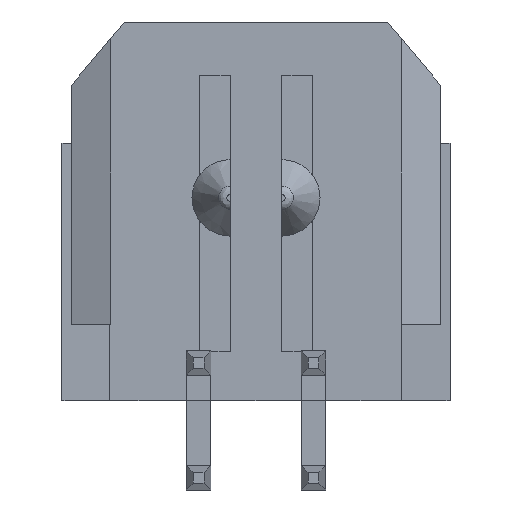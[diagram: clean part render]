
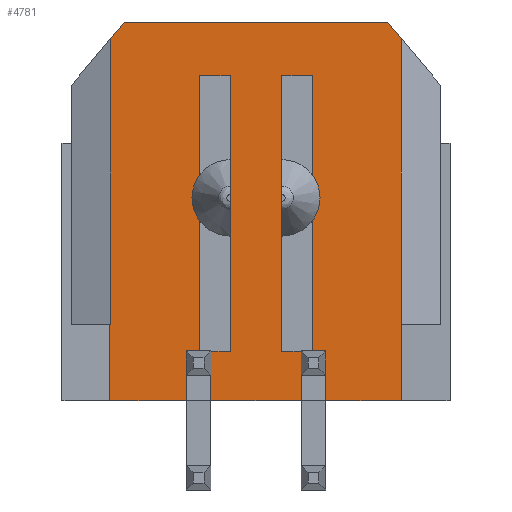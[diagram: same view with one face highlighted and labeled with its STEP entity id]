
A CAD part, front view. The second image highlights one B-rep face of the part: STEP entity #4781.
In plain terms, the highlighted planar face has unit normal (0, -1, 0).
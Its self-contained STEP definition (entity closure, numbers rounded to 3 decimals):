
#77=DIRECTION('',(-1.,0.,0.));
#78=VECTOR('',#77,0.02);
#79=CARTESIAN_POINT('',(-3.805,-3.435,-2.96));
#80=LINE('',#79,#78);
#761=DIRECTION('',(-1.,0.,0.));
#762=VECTOR('',#761,1.985);
#763=CARTESIAN_POINT('',(3.805,-3.435,-4.96));
#764=LINE('',#763,#762);
#801=DIRECTION('',(-1.,0.,0.));
#802=VECTOR('',#801,2.005);
#803=CARTESIAN_POINT('',(-1.82,-3.435,-4.96));
#804=LINE('',#803,#802);
#809=DIRECTION('',(-1.,0.,0.));
#810=VECTOR('',#809,2.36);
#811=CARTESIAN_POINT('',(1.18,-3.435,-4.96));
#812=LINE('',#811,#810);
#845=DIRECTION('',(0.,0.,1.));
#846=VECTOR('',#845,0.63);
#847=CARTESIAN_POINT('',(-1.18,-3.435,-4.29));
#848=LINE('',#847,#846);
#849=DIRECTION('',(-1.,0.,0.));
#850=VECTOR('',#849,0.505);
#851=CARTESIAN_POINT('',(-0.675,-3.435,-3.66));
#852=LINE('',#851,#850);
#853=DIRECTION('',(1.,0.,0.));
#854=VECTOR('',#853,0.8);
#855=CARTESIAN_POINT('',(-1.475,-3.435,3.54));
#856=LINE('',#855,#854);
#857=DIRECTION('',(0.,0.,-1.));
#858=VECTOR('',#857,7.19);
#859=CARTESIAN_POINT('',(-1.475,-3.435,3.54));
#860=LINE('',#859,#858);
#861=DIRECTION('',(1.,0.,0.));
#862=VECTOR('',#861,0.345);
#863=CARTESIAN_POINT('',(-1.82,-3.435,-3.65));
#864=LINE('',#863,#862);
#865=DIRECTION('',(0.,0.,1.));
#866=VECTOR('',#865,0.64);
#867=CARTESIAN_POINT('',(-1.82,-3.435,-4.29));
#868=LINE('',#867,#866);
#869=DIRECTION('',(0.,0.,1.));
#870=VECTOR('',#869,0.67);
#871=CARTESIAN_POINT('',(-1.82,-3.435,-4.96));
#872=LINE('',#871,#870);
#873=DIRECTION('',(0.,0.,-1.));
#874=VECTOR('',#873,7.476);
#875=CARTESIAN_POINT('',(-3.805,-3.435,4.516));
#876=LINE('',#875,#874);
#877=DIRECTION('',(-0.643,0.,-0.766));
#878=VECTOR('',#877,0.567);
#879=CARTESIAN_POINT('',(-3.44,-3.435,4.95));
#880=LINE('',#879,#878);
#881=DIRECTION('',(1.,0.,0.));
#882=VECTOR('',#881,6.881);
#883=CARTESIAN_POINT('',(-3.44,-3.435,4.95));
#884=LINE('',#883,#882);
#885=DIRECTION('',(-0.643,0.,0.766));
#886=VECTOR('',#885,0.567);
#887=CARTESIAN_POINT('',(3.805,-3.435,4.516));
#888=LINE('',#887,#886);
#889=DIRECTION('',(0.,0.,-1.));
#890=VECTOR('',#889,7.476);
#891=CARTESIAN_POINT('',(3.805,-3.435,4.516));
#892=LINE('',#891,#890);
#893=DIRECTION('',(0.,0.,-1.));
#894=VECTOR('',#893,2.);
#895=CARTESIAN_POINT('',(3.805,-3.435,-2.96));
#896=LINE('',#895,#894);
#897=DIRECTION('',(0.,0.,1.));
#898=VECTOR('',#897,0.67);
#899=CARTESIAN_POINT('',(1.82,-3.435,-4.96));
#900=LINE('',#899,#898);
#901=DIRECTION('',(0.,0.,1.));
#902=VECTOR('',#901,0.64);
#903=CARTESIAN_POINT('',(1.82,-3.435,-4.29));
#904=LINE('',#903,#902);
#905=DIRECTION('',(-1.,0.,0.));
#906=VECTOR('',#905,0.345);
#907=CARTESIAN_POINT('',(1.82,-3.435,-3.65));
#908=LINE('',#907,#906);
#909=DIRECTION('',(0.,0.,1.));
#910=VECTOR('',#909,7.19);
#911=CARTESIAN_POINT('',(1.475,-3.435,-3.65));
#912=LINE('',#911,#910);
#913=DIRECTION('',(-1.,0.,0.));
#914=VECTOR('',#913,0.8);
#915=CARTESIAN_POINT('',(1.475,-3.435,3.54));
#916=LINE('',#915,#914);
#917=DIRECTION('',(1.,0.,0.));
#918=VECTOR('',#917,0.505);
#919=CARTESIAN_POINT('',(0.675,-3.435,-3.66));
#920=LINE('',#919,#918);
#921=DIRECTION('',(0.,0.,1.));
#922=VECTOR('',#921,0.63);
#923=CARTESIAN_POINT('',(1.18,-3.435,-4.29));
#924=LINE('',#923,#922);
#925=DIRECTION('',(0.,0.,1.));
#926=VECTOR('',#925,0.67);
#927=CARTESIAN_POINT('',(1.18,-3.435,-4.96));
#928=LINE('',#927,#926);
#929=DIRECTION('',(0.,0.,1.));
#930=VECTOR('',#929,0.67);
#931=CARTESIAN_POINT('',(-1.18,-3.435,-4.96));
#932=LINE('',#931,#930);
#1173=DIRECTION('',(0.,0.,-1.));
#1174=VECTOR('',#1173,7.2);
#1175=CARTESIAN_POINT('',(-0.675,-3.435,3.54));
#1176=LINE('',#1175,#1174);
#2457=DIRECTION('',(0.,0.,1.));
#2458=VECTOR('',#2457,7.2);
#2459=CARTESIAN_POINT('',(0.675,-3.435,-3.66));
#2460=LINE('',#2459,#2458);
#2697=DIRECTION('',(0.,0.,-1.));
#2698=VECTOR('',#2697,2.);
#2699=CARTESIAN_POINT('',(-3.825,-3.435,-2.96));
#2700=LINE('',#2699,#2698);
#2793=CARTESIAN_POINT('',(-3.44,-3.435,4.95));
#2794=CARTESIAN_POINT('',(-3.805,-3.435,4.516));
#2795=VERTEX_POINT('',#2793);
#2796=VERTEX_POINT('',#2794);
#2797=CARTESIAN_POINT('',(3.805,-3.435,4.516));
#2798=CARTESIAN_POINT('',(3.44,-3.435,4.95));
#2799=VERTEX_POINT('',#2797);
#2800=VERTEX_POINT('',#2798);
#2900=CARTESIAN_POINT('',(1.18,-3.435,-4.96));
#2902=VERTEX_POINT('',#2900);
#2904=CARTESIAN_POINT('',(1.82,-3.435,-4.96));
#2906=VERTEX_POINT('',#2904);
#2910=CARTESIAN_POINT('',(-1.82,-3.435,-4.96));
#2912=VERTEX_POINT('',#2910);
#2914=CARTESIAN_POINT('',(-1.18,-3.435,-4.96));
#2916=VERTEX_POINT('',#2914);
#2926=CARTESIAN_POINT('',(3.805,-3.435,-2.96));
#2928=VERTEX_POINT('',#2926);
#2929=CARTESIAN_POINT('',(-3.805,-3.435,-2.96));
#2930=CARTESIAN_POINT('',(-3.825,-3.435,-2.96));
#2931=VERTEX_POINT('',#2929);
#2932=VERTEX_POINT('',#2930);
#2941=CARTESIAN_POINT('',(3.805,-3.435,-4.96));
#2942=VERTEX_POINT('',#2941);
#2943=CARTESIAN_POINT('',(-3.825,-3.435,-4.96));
#2944=VERTEX_POINT('',#2943);
#2945=CARTESIAN_POINT('',(1.18,-3.435,-4.29));
#2946=VERTEX_POINT('',#2945);
#2947=CARTESIAN_POINT('',(1.82,-3.435,-4.29));
#2948=VERTEX_POINT('',#2947);
#2973=CARTESIAN_POINT('',(1.475,-3.435,3.54));
#2974=CARTESIAN_POINT('',(0.675,-3.435,3.54));
#2975=VERTEX_POINT('',#2973);
#2976=VERTEX_POINT('',#2974);
#2977=CARTESIAN_POINT('',(0.675,-3.435,-3.66));
#2979=VERTEX_POINT('',#2977);
#3071=CARTESIAN_POINT('',(1.82,-3.435,-3.65));
#3072=CARTESIAN_POINT('',(1.475,-3.435,-3.65));
#3073=VERTEX_POINT('',#3071);
#3074=VERTEX_POINT('',#3072);
#3091=CARTESIAN_POINT('',(1.18,-3.435,-3.66));
#3092=VERTEX_POINT('',#3091);
#3109=CARTESIAN_POINT('',(-1.18,-3.435,-4.29));
#3110=CARTESIAN_POINT('',(-1.18,-3.435,-3.66));
#3111=VERTEX_POINT('',#3109);
#3112=VERTEX_POINT('',#3110);
#3113=CARTESIAN_POINT('',(-1.82,-3.435,-4.29));
#3114=CARTESIAN_POINT('',(-1.82,-3.435,-3.65));
#3115=VERTEX_POINT('',#3113);
#3116=VERTEX_POINT('',#3114);
#3199=CARTESIAN_POINT('',(-1.475,-3.435,-3.65));
#3200=VERTEX_POINT('',#3199);
#3481=CARTESIAN_POINT('',(-0.675,-3.435,3.54));
#3482=VERTEX_POINT('',#3481);
#3483=CARTESIAN_POINT('',(-0.675,-3.435,-3.66));
#3485=VERTEX_POINT('',#3483);
#3487=CARTESIAN_POINT('',(-1.475,-3.435,3.54));
#3488=VERTEX_POINT('',#3487);
#4722=CARTESIAN_POINT('',(-4.825,-3.435,4.95));
#4723=DIRECTION('',(0.,-1.,0.));
#4724=DIRECTION('',(0.,0.,-1.));
#4725=AXIS2_PLACEMENT_3D('',#4722,#4723,#4724);
#4726=PLANE('',#4725);
#4728=ORIENTED_EDGE('',*,*,#4727,.T.);
#4730=ORIENTED_EDGE('',*,*,#4729,.F.);
#4732=ORIENTED_EDGE('',*,*,#4731,.F.);
#4734=ORIENTED_EDGE('',*,*,#4733,.F.);
#4736=ORIENTED_EDGE('',*,*,#4735,.T.);
#4738=ORIENTED_EDGE('',*,*,#4737,.F.);
#4740=ORIENTED_EDGE('',*,*,#4739,.F.);
#4742=ORIENTED_EDGE('',*,*,#4741,.F.);
#4743=ORIENTED_EDGE('',*,*,#4667,.T.);
#4745=ORIENTED_EDGE('',*,*,#4744,.F.);
#4746=ORIENTED_EDGE('',*,*,#3789,.F.);
#4748=ORIENTED_EDGE('',*,*,#4747,.F.);
#4750=ORIENTED_EDGE('',*,*,#4749,.F.);
#4752=ORIENTED_EDGE('',*,*,#4751,.T.);
#4754=ORIENTED_EDGE('',*,*,#4753,.F.);
#4756=ORIENTED_EDGE('',*,*,#4755,.T.);
#4757=ORIENTED_EDGE('',*,*,#3811,.T.);
#4758=ORIENTED_EDGE('',*,*,#4626,.T.);
#4759=ORIENTED_EDGE('',*,*,#4513,.T.);
#4761=ORIENTED_EDGE('',*,*,#4760,.T.);
#4763=ORIENTED_EDGE('',*,*,#4762,.T.);
#4765=ORIENTED_EDGE('',*,*,#4764,.T.);
#4767=ORIENTED_EDGE('',*,*,#4766,.T.);
#4769=ORIENTED_EDGE('',*,*,#4768,.F.);
#4771=ORIENTED_EDGE('',*,*,#4770,.T.);
#4773=ORIENTED_EDGE('',*,*,#4772,.F.);
#4775=ORIENTED_EDGE('',*,*,#4774,.F.);
#4776=ORIENTED_EDGE('',*,*,#4679,.T.);
#4778=ORIENTED_EDGE('',*,*,#4777,.T.);
#4779=EDGE_LOOP('',(#4728,#4730,#4732,#4734,#4736,#4738,#4740,#4742,#4743,#4745,
#4746,#4748,#4750,#4752,#4754,#4756,#4757,#4758,#4759,#4761,#4763,#4765,#4767,
#4769,#4771,#4773,#4775,#4776,#4778));
#4780=FACE_OUTER_BOUND('',#4779,.F.);
#4781=ADVANCED_FACE('',(#4780),#4726,.T.);
#3789=EDGE_CURVE('',#2931,#2932,#80,.T.);
#3811=EDGE_CURVE('',#2928,#2942,#896,.T.);
#4513=EDGE_CURVE('',#2906,#2948,#900,.T.);
#4626=EDGE_CURVE('',#2942,#2906,#764,.T.);
#4667=EDGE_CURVE('',#2912,#2944,#804,.T.);
#4679=EDGE_CURVE('',#2902,#2916,#812,.T.);
#4727=EDGE_CURVE('',#3111,#3112,#848,.T.);
#4729=EDGE_CURVE('',#3485,#3112,#852,.T.);
#4731=EDGE_CURVE('',#3482,#3485,#1176,.T.);
#4733=EDGE_CURVE('',#3488,#3482,#856,.T.);
#4735=EDGE_CURVE('',#3488,#3200,#860,.T.);
#4737=EDGE_CURVE('',#3116,#3200,#864,.T.);
#4739=EDGE_CURVE('',#3115,#3116,#868,.T.);
#4741=EDGE_CURVE('',#2912,#3115,#872,.T.);
#4744=EDGE_CURVE('',#2932,#2944,#2700,.T.);
#4747=EDGE_CURVE('',#2796,#2931,#876,.T.);
#4749=EDGE_CURVE('',#2795,#2796,#880,.T.);
#4751=EDGE_CURVE('',#2795,#2800,#884,.T.);
#4753=EDGE_CURVE('',#2799,#2800,#888,.T.);
#4755=EDGE_CURVE('',#2799,#2928,#892,.T.);
#4760=EDGE_CURVE('',#2948,#3073,#904,.T.);
#4762=EDGE_CURVE('',#3073,#3074,#908,.T.);
#4764=EDGE_CURVE('',#3074,#2975,#912,.T.);
#4766=EDGE_CURVE('',#2975,#2976,#916,.T.);
#4768=EDGE_CURVE('',#2979,#2976,#2460,.T.);
#4770=EDGE_CURVE('',#2979,#3092,#920,.T.);
#4772=EDGE_CURVE('',#2946,#3092,#924,.T.);
#4774=EDGE_CURVE('',#2902,#2946,#928,.T.);
#4777=EDGE_CURVE('',#2916,#3111,#932,.T.);
